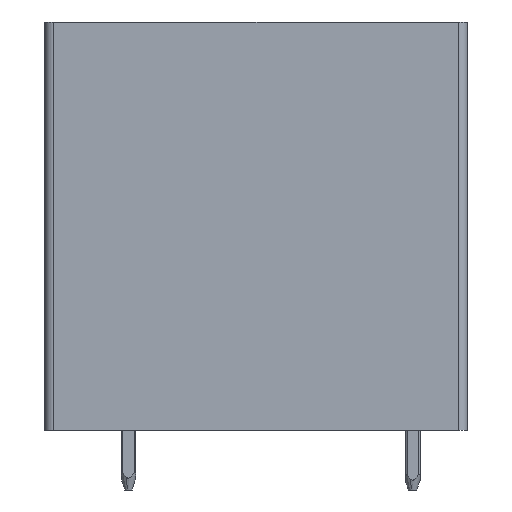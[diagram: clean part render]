
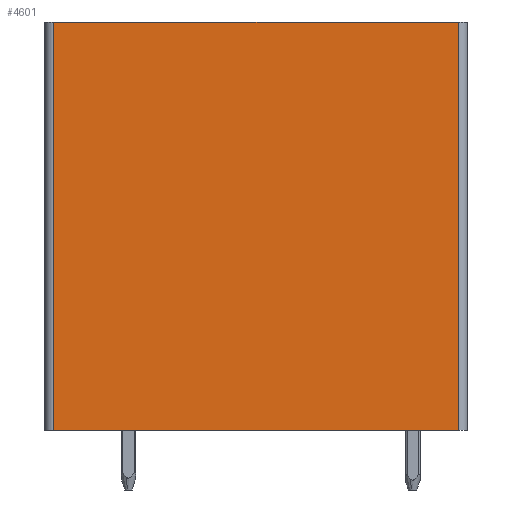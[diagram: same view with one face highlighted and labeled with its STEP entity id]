
A CAD part, left-side view. The second image highlights one B-rep face of the part: STEP entity #4601.
In plain terms, the highlighted planar face has unit normal (-1, 0, 0).
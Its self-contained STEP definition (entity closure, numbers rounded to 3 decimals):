
#4588=AXIS2_PLACEMENT_3D('Plane Axis2P3D',#4585,#4586,#4587) ;
#3000=CARTESIAN_POINT('Vertex',(0.,22.2,25.1)) ;
#3003=CARTESIAN_POINT('Line Origine',(0.,11.35,25.1)) ;
#3007=CARTESIAN_POINT('Vertex',(0.,0.5,25.1)) ;
#4535=CARTESIAN_POINT('Line Origine',(0.,0.5,14.15)) ;
#4539=CARTESIAN_POINT('Vertex',(0.,0.5,3.2)) ;
#4570=CARTESIAN_POINT('Vertex',(0.,22.2,3.2)) ;
#4573=CARTESIAN_POINT('Line Origine',(0.,22.2,14.15)) ;
#4585=CARTESIAN_POINT('Axis2P3D Location',(0.,0.,0.)) ;
#4590=CARTESIAN_POINT('Line Origine',(0.,11.35,3.2)) ;
#3004=DIRECTION('Vector Direction',(0.,-1.,0.)) ;
#4536=DIRECTION('Vector Direction',(0.,0.,1.)) ;
#4574=DIRECTION('Vector Direction',(0.,0.,1.)) ;
#4586=DIRECTION('Axis2P3D Direction',(-1.,0.,0.)) ;
#4587=DIRECTION('Axis2P3D XDirection',(0.,0.,1.)) ;
#4591=DIRECTION('Vector Direction',(0.,-1.,0.)) ;
#3005=VECTOR('Line Direction',#3004,1.) ;
#4537=VECTOR('Line Direction',#4536,1.) ;
#4575=VECTOR('Line Direction',#4574,1.) ;
#4592=VECTOR('Line Direction',#4591,1.) ;
#4596=ORIENTED_EDGE('',*,*,#3009,.T.) ;
#4597=ORIENTED_EDGE('',*,*,#4577,.T.) ;
#4598=ORIENTED_EDGE('',*,*,#4594,.T.) ;
#4599=ORIENTED_EDGE('',*,*,#4541,.T.) ;
#4601=ADVANCED_FACE('HOUSING',(#4600),#4589,.T.) ;
#3009=EDGE_CURVE('',#3008,#3001,#3006,.F.) ;
#4541=EDGE_CURVE('',#4540,#3008,#4538,.T.) ;
#4577=EDGE_CURVE('',#3001,#4571,#4576,.F.) ;
#4594=EDGE_CURVE('',#4571,#4540,#4593,.T.) ;
#4595=EDGE_LOOP('',(#4596,#4597,#4598,#4599)) ;
#4600=FACE_OUTER_BOUND('',#4595,.T.) ;
#3006=LINE('Line',#3003,#3005) ;
#4538=LINE('Line',#4535,#4537) ;
#4576=LINE('Line',#4573,#4575) ;
#4593=LINE('Line',#4590,#4592) ;
#4589=PLANE('',#4588) ;
#3001=VERTEX_POINT('',#3000) ;
#3008=VERTEX_POINT('',#3007) ;
#4540=VERTEX_POINT('',#4539) ;
#4571=VERTEX_POINT('',#4570) ;
